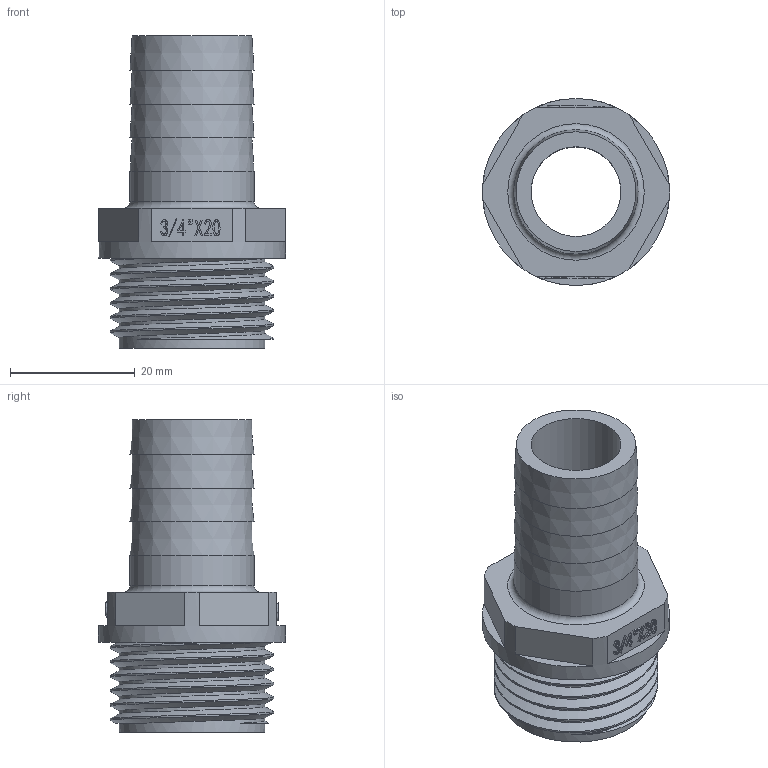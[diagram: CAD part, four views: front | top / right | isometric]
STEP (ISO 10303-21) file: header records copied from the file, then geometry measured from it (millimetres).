
FILE_DESCRIPTION(/* description */ (''),/* implementation_level */ '2;1');
FILE_NAME(/* name */ '3÷4X20外螺软接.stp',/* time_stamp */ '2024-01-23T09:20:22+08:00',/* author */ (''),/* organization */ (''),/* preprocessor_version */ 'ST-DEVELOPER v16',/* originating_system */ 'SIEMENS PLM Software NX 10.0',/* authorisation */ '');
FILE_SCHEMA (('AUTOMOTIVE_DESIGN { 1 0 10303 214 3 1 1 1 }'));
Length unit declared in the file: millimetre
Products named in the file (1): gelv14545AD9otxh
Bounding box: 30 x 30 x 50.2 mm (x, y, z)
Volume: 11971.2 mm3; surface area: 7803.3 mm2
Topology: 1 solids, 1 shells, 188 faces, 489 edges, 326 vertices
Faces by surface type: plane 110, extrusion 53, cylinder 18, cone 4, bspline 2, torus 1
Full cylindrical faces by diameter (mm): 1.3 x1, 1.734 x1, 14.4 x1, 15.3 x1, 19.9 x1, 23.4 x6, 30 x1
Entity records: 7368 total; most frequent: CARTESIAN_POINT 3403, ORIENTED_EDGE 910, DIRECTION 558, EDGE_CURVE 455, VERTEX_POINT 310, B_SPLINE_CURVE_WITH_KNOTS 303, EDGE_LOOP 219, VECTOR 214
